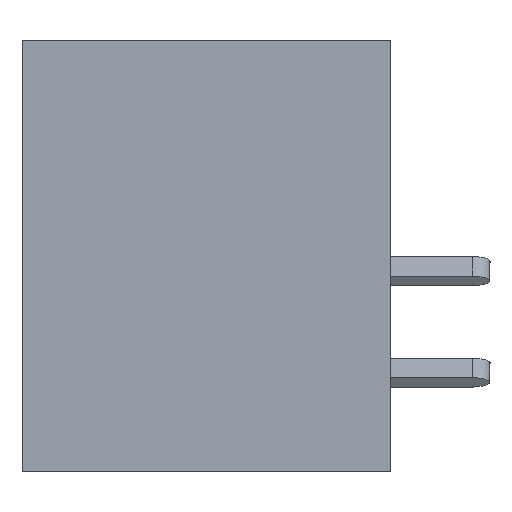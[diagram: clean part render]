
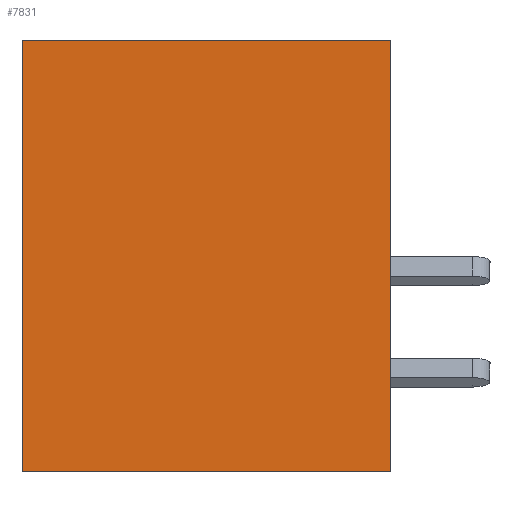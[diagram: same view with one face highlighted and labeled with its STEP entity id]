
A CAD part, left-side view. The second image highlights one B-rep face of the part: STEP entity #7831.
In plain terms, the highlighted planar face has unit normal (-1, 0, 0).
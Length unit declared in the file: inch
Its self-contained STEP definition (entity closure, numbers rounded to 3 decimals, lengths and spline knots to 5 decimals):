
#713 = AXIS2_PLACEMENT_3D ( 'NONE', #15657, #9678, #12140 ) ;
#958 = VERTEX_POINT ( 'NONE', #5250 ) ;
#1257 = PLANE ( 'NONE',  #713 ) ;
#1875 = VECTOR ( 'NONE', #2328, 39.37008 ) ;
#2247 = LINE ( 'NONE', #10799, #1875 ) ;
#2315 = ORIENTED_EDGE ( 'NONE', *, *, #7265, .F. ) ;
#2328 = DIRECTION ( 'NONE',  ( 0., 0., 1. ) ) ;
#3305 = DIRECTION ( 'NONE',  ( 0., 0., 1. ) ) ;
#4532 = CARTESIAN_POINT ( 'NONE',  ( 0., 0.453, -0.531 ) ) ;
#5250 = CARTESIAN_POINT ( 'NONE',  ( 0., 0.453, 0. ) ) ;
#5444 = LINE ( 'NONE', #5835, #14742 ) ;
#5835 = CARTESIAN_POINT ( 'NONE',  ( 0., 0.453, 0. ) ) ;
#6887 = ORIENTED_EDGE ( 'NONE', *, *, #13623, .F. ) ;
#6945 = VERTEX_POINT ( 'NONE', #9051 ) ;
#7014 = DIRECTION ( 'NONE',  ( 0., -1., 0. ) ) ;
#7265 = EDGE_CURVE ( 'NONE', #7712, #958, #10363, .T. ) ;
#7712 = VERTEX_POINT ( 'NONE', #4532 ) ;
#7831 = ADVANCED_FACE ( 'NONE', ( #13025 ), #1257, .F. ) ;
#8037 = CARTESIAN_POINT ( 'NONE',  ( 0., 0.453, -0.531 ) ) ;
#8136 = DIRECTION ( 'NONE',  ( 0., -1., 0. ) ) ;
#9029 = VECTOR ( 'NONE', #3305, 39.37008 ) ;
#9051 = CARTESIAN_POINT ( 'NONE',  ( 0., 0., -0.531 ) ) ;
#9303 = VECTOR ( 'NONE', #8136, 39.37008 ) ;
#9678 = DIRECTION ( 'NONE',  ( 1., 0., 0. ) ) ;
#10150 = VERTEX_POINT ( 'NONE', #14397 ) ;
#10363 = LINE ( 'NONE', #15402, #9029 ) ;
#10799 = CARTESIAN_POINT ( 'NONE',  ( 0., 0., 0. ) ) ;
#11936 = ORIENTED_EDGE ( 'NONE', *, *, #12357, .T. ) ;
#12140 = DIRECTION ( 'NONE',  ( 0., 0., -1. ) ) ;
#12357 = EDGE_CURVE ( 'NONE', #7712, #6945, #14984, .T. ) ;
#12514 = EDGE_CURVE ( 'NONE', #6945, #10150, #2247, .T. ) ;
#13025 = FACE_OUTER_BOUND ( 'NONE', #14367, .T. ) ;
#13623 = EDGE_CURVE ( 'NONE', #958, #10150, #5444, .T. ) ;
#13762 = ORIENTED_EDGE ( 'NONE', *, *, #12514, .T. ) ;
#14367 = EDGE_LOOP ( 'NONE', ( #13762, #6887, #2315, #11936 ) ) ;
#14397 = CARTESIAN_POINT ( 'NONE',  ( 0., 0., 0. ) ) ;
#14742 = VECTOR ( 'NONE', #7014, 39.37008 ) ;
#14984 = LINE ( 'NONE', #8037, #9303 ) ;
#15402 = CARTESIAN_POINT ( 'NONE',  ( 0., 0.453, 0. ) ) ;
#15657 = CARTESIAN_POINT ( 'NONE',  ( 0., 0.453, 0. ) ) ;
